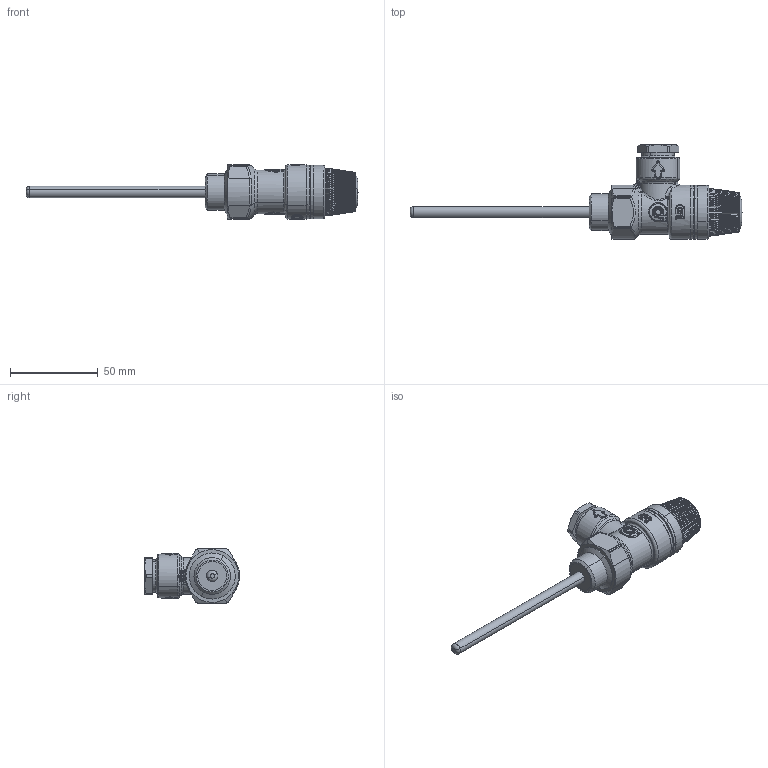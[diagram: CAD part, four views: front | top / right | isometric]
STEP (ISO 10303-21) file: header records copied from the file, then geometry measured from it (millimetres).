
FILE_DESCRIPTION(('CATIA V5 STEP Exchange','CAx-IF Rec.Pracs.--- Model Styling and Organization---1.4--- 2014-01-23','CAx-IF Rec.Pracs.---3D Tessellated Data Validation Properties---0.5---2014-09-14'),'2;1');
FILE_NAME('STEP_309470_-_TST.stp','2021-09-14T07:39:33+00:00',('none'),('none'),'CATIA Version 5-6 Release 2019 SP3','CATIA V5 STEP AP242 v1','none');
FILE_SCHEMA(('AP242_MANAGED_MODEL_BASED_3D_ENGINEERING_MIM_LF {1 0 10303 442 1 1 4}'));
Products named in the file (1): 309470 - TST
Bounding box: 189 x 54.05 x 31.79 mm (x, y, z)
Volume: 64426.5 mm3; surface area: 14792.5 mm2
Topology: 1 solids, 2 shells, 1268 faces, 3136 edges, 1806 vertices
Faces by surface type: bspline 783, cylinder 214, plane 109, cone 72, torus 45, sphere 43, revolution 2
Entity records: 75353 total; most frequent: CARTESIAN_POINT 53287, ORIENTED_EDGE 6082, EDGE_CURVE 3041, B_SPLINE_CURVE_WITH_KNOTS 2235, VERTEX_POINT 1806, DIRECTION 1550, EDGE_LOOP 1297, ADVANCED_FACE 1268
